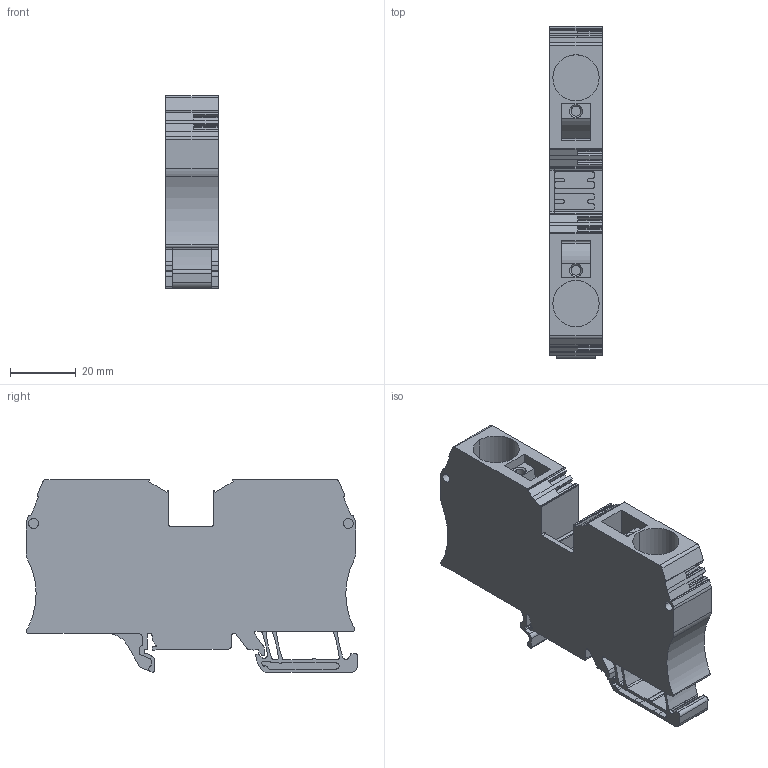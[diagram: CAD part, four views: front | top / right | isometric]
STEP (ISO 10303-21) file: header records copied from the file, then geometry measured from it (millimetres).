
FILE_DESCRIPTION(('CATIA V5 STEP Exchange','CAx-IF Rec.Pracs.--- Model Styling and Organization---1.4--- 2014-01-23'),'2;1');
FILE_NAME ('D1456928_0', '2020-01-06T07:13:25+00:00', ('none'), ('Weidmueller'), 'CATIA Version 5-6 Release 2016 SP3 HF44', 'CATIA V5 STEP AP214', 'none');
FILE_SCHEMA(('AUTOMOTIVE_DESIGN { 1 0 10303 214 1 1 1 1 }'));
Length unit declared in the file: millimetre
Products named in the file (1): 1830760000_ZDU_35_OR
Bounding box: 16 x 100.54 x 58.45 mm (x, y, z)
Volume: 61698 mm3; surface area: 22505.1 mm2
Topology: 1 solids, 1 shells, 460 faces, 1358 edges, 917 vertices
Faces by surface type: plane 256, cylinder 200, cone 4
Entity records: 14612 total; most frequent: ORIENTED_EDGE 2716, CARTESIAN_POINT 2640, DIRECTION 2086, EDGE_CURVE 1358, VECTOR 949, LINE 949, VERTEX_POINT 917, AXIS2_PLACEMENT_3D 774
